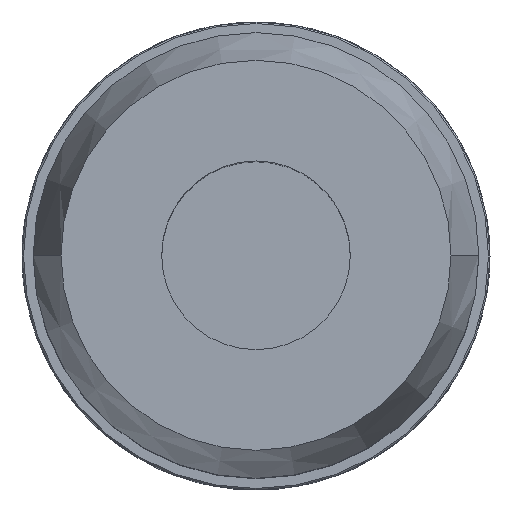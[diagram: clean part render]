
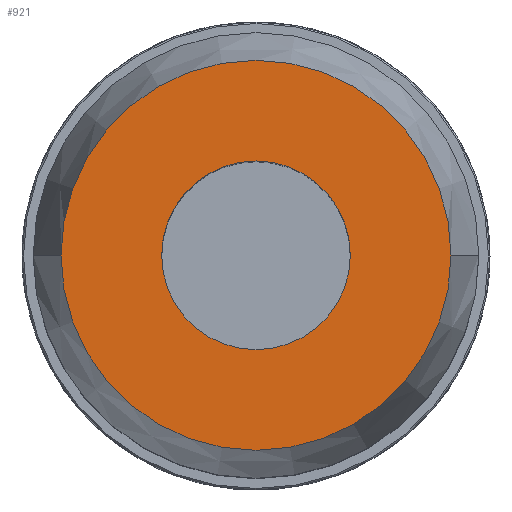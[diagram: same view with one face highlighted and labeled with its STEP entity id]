
A CAD part, top view. The second image highlights one B-rep face of the part: STEP entity #921.
In plain terms, the highlighted planar face has unit normal (0, 0, 1).
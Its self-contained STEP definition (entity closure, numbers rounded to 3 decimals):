
#30 = CARTESIAN_POINT ( 'NONE',  ( 0., 0., 80. ) ) ;
#42 = CIRCLE ( 'NONE', #610, 12.7 ) ;
#75 = EDGE_CURVE ( 'NONE', #1260, #241, #663, .T. ) ;
#121 = CARTESIAN_POINT ( 'NONE',  ( 0., 0., 80. ) ) ;
#135 = EDGE_CURVE ( 'NONE', #241, #1260, #42, .T. ) ;
#235 = CARTESIAN_POINT ( 'NONE',  ( 0., 0., 80. ) ) ;
#241 = VERTEX_POINT ( 'NONE', #835 ) ;
#249 = CIRCLE ( 'NONE', #536, 26.25 ) ;
#253 = CARTESIAN_POINT ( 'NONE',  ( 0., 26.25, 80. ) ) ;
#282 = CIRCLE ( 'NONE', #303, 26.25 ) ;
#303 = AXIS2_PLACEMENT_3D ( 'NONE', #30, #314, #1539 ) ;
#314 = DIRECTION ( 'NONE',  ( 0., 0., -1. ) ) ;
#394 = CARTESIAN_POINT ( 'NONE',  ( 0., 0., 80. ) ) ;
#420 = VERTEX_POINT ( 'NONE', #988 ) ;
#428 = VERTEX_POINT ( 'NONE', #472 ) ;
#472 = CARTESIAN_POINT ( 'NONE',  ( -26.25, 0., 80. ) ) ;
#497 = AXIS2_PLACEMENT_3D ( 'NONE', #121, #648, #652 ) ;
#527 = DIRECTION ( 'NONE',  ( 0., 0., -1. ) ) ;
#536 = AXIS2_PLACEMENT_3D ( 'NONE', #235, #1478, #1718 ) ;
#544 = DIRECTION ( 'NONE',  ( -1., 0., 0. ) ) ;
#548 = EDGE_CURVE ( 'NONE', #428, #420, #282, .T. ) ;
#603 = EDGE_LOOP ( 'NONE', ( #1498, #1031 ) ) ;
#610 = AXIS2_PLACEMENT_3D ( 'NONE', #394, #527, #544 ) ;
#648 = DIRECTION ( 'NONE',  ( 0., 0., -1. ) ) ;
#652 = DIRECTION ( 'NONE',  ( -1., 0., 0. ) ) ;
#663 = CIRCLE ( 'NONE', #497, 12.7 ) ;
#730 = FACE_OUTER_BOUND ( 'NONE', #1660, .T. ) ;
#781 = PLANE ( 'NONE',  #1119 ) ;
#835 = CARTESIAN_POINT ( 'NONE',  ( -12.7, 0., 80. ) ) ;
#898 = ORIENTED_EDGE ( 'NONE', *, *, #548, .F. ) ;
#917 = DIRECTION ( 'NONE',  ( 1., 0., 0. ) ) ;
#921 = ADVANCED_FACE ( 'NONE', ( #1712, #730 ), #781, .T. ) ;
#932 = EDGE_CURVE ( 'NONE', #420, #428, #249, .T. ) ;
#988 = CARTESIAN_POINT ( 'NONE',  ( 26.25, 0., 80. ) ) ;
#1031 = ORIENTED_EDGE ( 'NONE', *, *, #75, .T. ) ;
#1119 = AXIS2_PLACEMENT_3D ( 'NONE', #253, #1334, #917 ) ;
#1260 = VERTEX_POINT ( 'NONE', #1681 ) ;
#1334 = DIRECTION ( 'NONE',  ( 0., 0., 1. ) ) ;
#1478 = DIRECTION ( 'NONE',  ( 0., 0., -1. ) ) ;
#1498 = ORIENTED_EDGE ( 'NONE', *, *, #135, .T. ) ;
#1539 = DIRECTION ( 'NONE',  ( -1., 0., 0. ) ) ;
#1625 = ORIENTED_EDGE ( 'NONE', *, *, #932, .F. ) ;
#1660 = EDGE_LOOP ( 'NONE', ( #898, #1625 ) ) ;
#1681 = CARTESIAN_POINT ( 'NONE',  ( 12.7, 0., 80. ) ) ;
#1712 = FACE_BOUND ( 'NONE', #603, .T. ) ;
#1718 = DIRECTION ( 'NONE',  ( -1., 0., 0. ) ) ;
